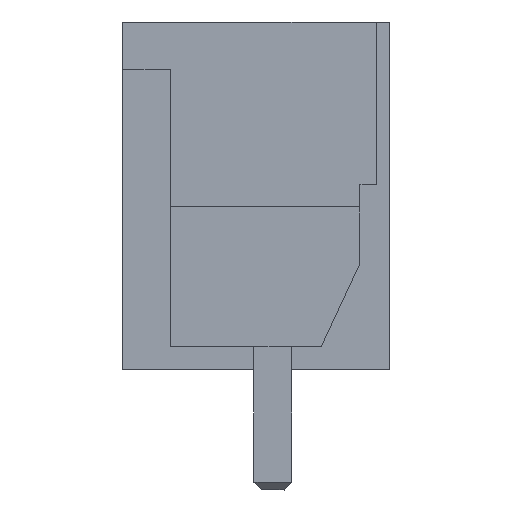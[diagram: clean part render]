
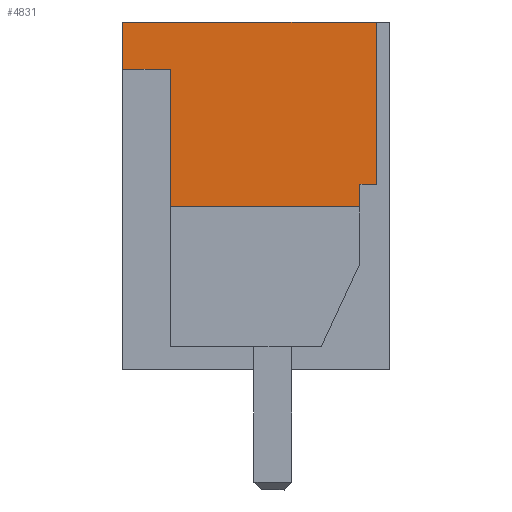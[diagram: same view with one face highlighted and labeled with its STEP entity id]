
A CAD part, left-side view. The second image highlights one B-rep face of the part: STEP entity #4831.
In plain terms, the highlighted planar face has unit normal (-1, 0, 0).
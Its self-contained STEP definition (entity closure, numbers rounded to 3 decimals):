
#4779=AXIS2_PLACEMENT_3D('Plane Axis2P3D',#4776,#4777,#4778) ;
#1195=CARTESIAN_POINT('Vertex',(0.,7.07,12.4)) ;
#1198=CARTESIAN_POINT('Line Origine',(0.,3.71,12.4)) ;
#1202=CARTESIAN_POINT('Vertex',(0.,0.35,12.4)) ;
#4681=CARTESIAN_POINT('Vertex',(0.,7.07,11.15)) ;
#4684=CARTESIAN_POINT('Line Origine',(0.,7.07,11.775)) ;
#4776=CARTESIAN_POINT('Axis2P3D Location',(0.,0.,0.)) ;
#4781=CARTESIAN_POINT('Line Origine',(0.,0.78,7.8)) ;
#4785=CARTESIAN_POINT('Vertex',(0.,0.78,7.5)) ;
#4787=CARTESIAN_POINT('Vertex',(0.,0.78,8.1)) ;
#4790=CARTESIAN_POINT('Line Origine',(0.,0.565,8.1)) ;
#4794=CARTESIAN_POINT('Vertex',(0.,0.35,8.1)) ;
#4797=CARTESIAN_POINT('Line Origine',(0.,0.35,10.25)) ;
#4802=CARTESIAN_POINT('Line Origine',(0.,6.435,11.15)) ;
#4806=CARTESIAN_POINT('Vertex',(0.,5.8,11.15)) ;
#4809=CARTESIAN_POINT('Line Origine',(0.,5.8,9.325)) ;
#4813=CARTESIAN_POINT('Vertex',(0.,5.8,7.5)) ;
#4816=CARTESIAN_POINT('Line Origine',(0.,3.29,7.5)) ;
#1199=DIRECTION('Vector Direction',(0.,-1.,0.)) ;
#4685=DIRECTION('Vector Direction',(0.,0.,1.)) ;
#4777=DIRECTION('Axis2P3D Direction',(-1.,0.,0.)) ;
#4778=DIRECTION('Axis2P3D XDirection',(0.,0.,1.)) ;
#4782=DIRECTION('Vector Direction',(0.,0.,-1.)) ;
#4791=DIRECTION('Vector Direction',(0.,1.,0.)) ;
#4798=DIRECTION('Vector Direction',(0.,0.,-1.)) ;
#4803=DIRECTION('Vector Direction',(0.,1.,0.)) ;
#4810=DIRECTION('Vector Direction',(0.,0.,1.)) ;
#4817=DIRECTION('Vector Direction',(0.,-1.,0.)) ;
#1200=VECTOR('Line Direction',#1199,1.) ;
#4686=VECTOR('Line Direction',#4685,1.) ;
#4783=VECTOR('Line Direction',#4782,1.) ;
#4792=VECTOR('Line Direction',#4791,1.) ;
#4799=VECTOR('Line Direction',#4798,1.) ;
#4804=VECTOR('Line Direction',#4803,1.) ;
#4811=VECTOR('Line Direction',#4810,1.) ;
#4818=VECTOR('Line Direction',#4817,1.) ;
#4822=ORIENTED_EDGE('',*,*,#4789,.T.) ;
#4823=ORIENTED_EDGE('',*,*,#4796,.T.) ;
#4824=ORIENTED_EDGE('',*,*,#4801,.T.) ;
#4825=ORIENTED_EDGE('',*,*,#1204,.T.) ;
#4826=ORIENTED_EDGE('',*,*,#4688,.T.) ;
#4827=ORIENTED_EDGE('',*,*,#4808,.T.) ;
#4828=ORIENTED_EDGE('',*,*,#4815,.T.) ;
#4829=ORIENTED_EDGE('',*,*,#4820,.T.) ;
#4831=ADVANCED_FACE('HOUSING',(#4830),#4780,.T.) ;
#1204=EDGE_CURVE('',#1203,#1196,#1201,.F.) ;
#4688=EDGE_CURVE('',#1196,#4682,#4687,.F.) ;
#4789=EDGE_CURVE('',#4786,#4788,#4784,.F.) ;
#4796=EDGE_CURVE('',#4788,#4795,#4793,.F.) ;
#4801=EDGE_CURVE('',#4795,#1203,#4800,.F.) ;
#4808=EDGE_CURVE('',#4682,#4807,#4805,.F.) ;
#4815=EDGE_CURVE('',#4807,#4814,#4812,.F.) ;
#4820=EDGE_CURVE('',#4814,#4786,#4819,.T.) ;
#4821=EDGE_LOOP('',(#4822,#4823,#4824,#4825,#4826,#4827,#4828,#4829)) ;
#4830=FACE_OUTER_BOUND('',#4821,.T.) ;
#1201=LINE('Line',#1198,#1200) ;
#4687=LINE('Line',#4684,#4686) ;
#4784=LINE('Line',#4781,#4783) ;
#4793=LINE('Line',#4790,#4792) ;
#4800=LINE('Line',#4797,#4799) ;
#4805=LINE('Line',#4802,#4804) ;
#4812=LINE('Line',#4809,#4811) ;
#4819=LINE('Line',#4816,#4818) ;
#4780=PLANE('',#4779) ;
#1196=VERTEX_POINT('',#1195) ;
#1203=VERTEX_POINT('',#1202) ;
#4682=VERTEX_POINT('',#4681) ;
#4786=VERTEX_POINT('',#4785) ;
#4788=VERTEX_POINT('',#4787) ;
#4795=VERTEX_POINT('',#4794) ;
#4807=VERTEX_POINT('',#4806) ;
#4814=VERTEX_POINT('',#4813) ;
